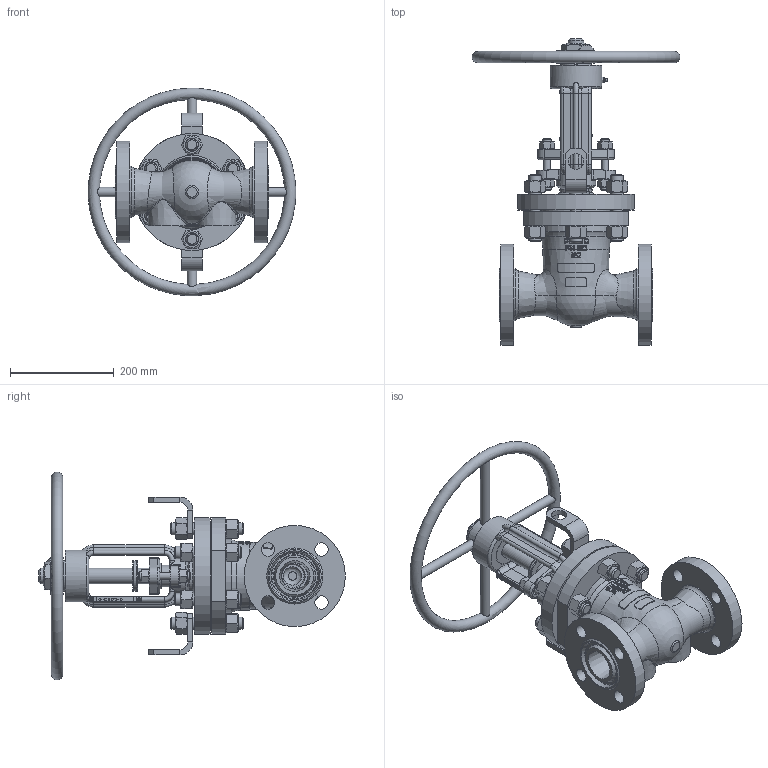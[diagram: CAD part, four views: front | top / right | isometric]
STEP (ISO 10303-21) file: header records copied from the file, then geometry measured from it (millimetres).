
FILE_DESCRIPTION(('FreeCAD Model'),'2;1');
FILE_NAME('Open CASCADE Shape Model','2025-05-08T08:07:51',('FreeCAD'),( 'FreeCAD'),'Open CASCADE STEP processor 7.6','FreeCAD','Unknown');
FILE_SCHEMA(('AUTOMOTIVE_DESIGN { 1 0 10303 214 1 1 1 1 }'));
Products named in the file (1): Open CASCADE STEP translator 7.6 1
Bounding box: 399.97 x 590.76 x 399.97 mm (x, y, z)
Volume: 190249.3 mm3; surface area: 1077596.2 mm2
Topology: 24 solids, 25 shells, 1667 faces, 4093 edges, 2590 vertices
Faces by surface type: plane 728, cylinder 381, cone 209, extrusion 146, torus 99, bspline 73, sphere 29, revolution 2
Full cylindrical faces by diameter (mm): 2.15 x2, 3 x2, 3.2 x2, 3.5 x2, 6 x1, 8 x1, 8.917 x1, 10.106 x1, 10.2 x1, 11 x1, 13 x3, 16 x8, 18 x8, 20 x8, 21 x1, 22 x1, 23 x1, 24 x24, 26 x22, 28 x1, 30 x11, 30.3 x2, 36 x2, 40 x2, 42 x6, 50 x3, 51 x2, 52 x4, 52.001 x2, 59.5 x1
Entity records: 98406 total; most frequent: CARTESIAN_POINT 62388, ORIENTED_EDGE 8036, DIRECTION 6295, EDGE_CURVE 4019, VERTEX_POINT 2574, AXIS2_PLACEMENT_3D 2460, FACE_BOUND 1914, EDGE_LOOP 1898
